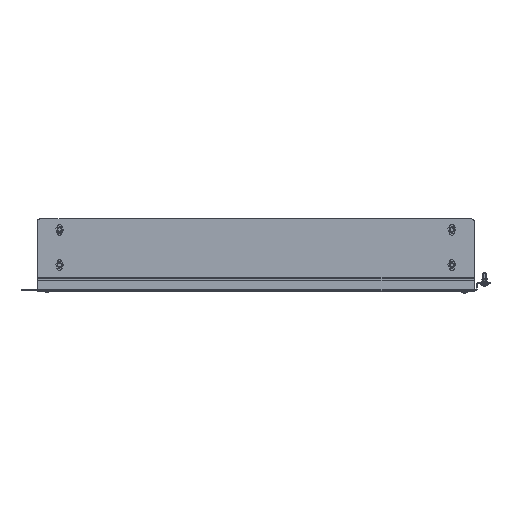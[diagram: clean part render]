
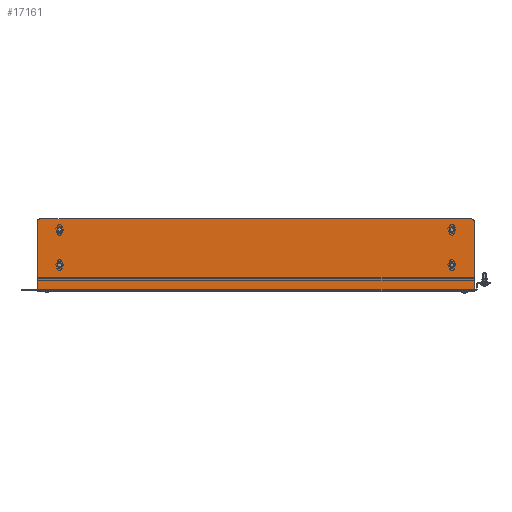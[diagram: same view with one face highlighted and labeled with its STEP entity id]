
A CAD part, front view. The second image highlights one B-rep face of the part: STEP entity #17161.
In plain terms, the highlighted planar face has unit normal (0, -1, 0).
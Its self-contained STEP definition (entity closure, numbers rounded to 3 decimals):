
#22 = CIRCLE ( 'NONE', #3536, 4.5 ) ;
#114 = FACE_BOUND ( 'NONE', #27335, .T. ) ;
#522 = LINE ( 'NONE', #20026, #9720 ) ;
#527 = LINE ( 'NONE', #3281, #9980 ) ;
#1477 = ORIENTED_EDGE ( 'NONE', *, *, #35804, .T. ) ;
#1606 = CIRCLE ( 'NONE', #9259, 4.5 ) ;
#1710 = EDGE_LOOP ( 'NONE', ( #29766, #28825, #11633, #28267, #27464, #6458 ) ) ;
#1876 = AXIS2_PLACEMENT_3D ( 'NONE', #19613, #33751, #2510 ) ;
#2272 = AXIS2_PLACEMENT_3D ( 'NONE', #16536, #24603, #21889 ) ;
#2510 = DIRECTION ( 'NONE',  ( 0., 0., 1. ) ) ;
#2852 = CARTESIAN_POINT ( 'NONE',  ( 396., 0., 129. ) ) ;
#3087 = CARTESIAN_POINT ( 'NONE',  ( 401., 0., 4. ) ) ;
#3281 = CARTESIAN_POINT ( 'NONE',  ( -401., 0., 0. ) ) ;
#3317 = DIRECTION ( 'NONE',  ( 0., 1., 0. ) ) ;
#3536 = AXIS2_PLACEMENT_3D ( 'NONE', #29053, #3317, #6449 ) ;
#3729 = CIRCLE ( 'NONE', #27783, 4.5 ) ;
#4044 = CIRCLE ( 'NONE', #25749, 4.5 ) ;
#4170 = ORIENTED_EDGE ( 'NONE', *, *, #19964, .T. ) ;
#4228 = VERTEX_POINT ( 'NONE', #33461 ) ;
#4485 = EDGE_CURVE ( 'NONE', #23198, #33158, #6778, .T. ) ;
#4705 = VERTEX_POINT ( 'NONE', #34319 ) ;
#4825 = CIRCLE ( 'NONE', #31800, 4.5 ) ;
#4992 = VERTEX_POINT ( 'NONE', #32647 ) ;
#5246 = CIRCLE ( 'NONE', #6399, 4.5 ) ;
#5879 = DIRECTION ( 'NONE',  ( -1., 0., 0. ) ) ;
#6399 = AXIS2_PLACEMENT_3D ( 'NONE', #13883, #36315, #11145 ) ;
#6449 = DIRECTION ( 'NONE',  ( 0., 0., 1. ) ) ;
#6458 = ORIENTED_EDGE ( 'NONE', *, *, #35684, .T. ) ;
#6682 = CARTESIAN_POINT ( 'NONE',  ( 401., 0., 134. ) ) ;
#6778 = LINE ( 'NONE', #9728, #8656 ) ;
#6803 = CARTESIAN_POINT ( 'NONE',  ( 360., 0., 49. ) ) ;
#7542 = EDGE_CURVE ( 'NONE', #4228, #14628, #22, .T. ) ;
#8227 = FACE_BOUND ( 'NONE', #19360, .T. ) ;
#8582 = ORIENTED_EDGE ( 'NONE', *, *, #7542, .T. ) ;
#8656 = VECTOR ( 'NONE', #29745, 1000. ) ;
#8766 = CARTESIAN_POINT ( 'NONE',  ( 360., 0., 49. ) ) ;
#9259 = AXIS2_PLACEMENT_3D ( 'NONE', #29375, #23484, #26431 ) ;
#9378 = EDGE_CURVE ( 'NONE', #23516, #19412, #15670, .T. ) ;
#9720 = VECTOR ( 'NONE', #5879, 1000. ) ;
#9728 = CARTESIAN_POINT ( 'NONE',  ( 401., 0., 0. ) ) ;
#9878 = EDGE_CURVE ( 'NONE', #22178, #10326, #527, .T. ) ;
#9980 = VECTOR ( 'NONE', #30691, 1000. ) ;
#10015 = DIRECTION ( 'NONE',  ( 0., 0., 1. ) ) ;
#10326 = VERTEX_POINT ( 'NONE', #24939 ) ;
#10467 = CIRCLE ( 'NONE', #2272, 4.5 ) ;
#10586 = EDGE_CURVE ( 'NONE', #14628, #4228, #4825, .T. ) ;
#10778 = ORIENTED_EDGE ( 'NONE', *, *, #10586, .T. ) ;
#11145 = DIRECTION ( 'NONE',  ( 0., 0., 1. ) ) ;
#11354 = DIRECTION ( 'NONE',  ( 0., 1., 0. ) ) ;
#11633 = ORIENTED_EDGE ( 'NONE', *, *, #9878, .T. ) ;
#12433 = CARTESIAN_POINT ( 'NONE',  ( -360., 0., 44.5 ) ) ;
#12646 = ORIENTED_EDGE ( 'NONE', *, *, #15923, .T. ) ;
#12680 = DIRECTION ( 'NONE',  ( 0., 0., 1. ) ) ;
#12799 = VERTEX_POINT ( 'NONE', #14678 ) ;
#12920 = EDGE_LOOP ( 'NONE', ( #32843, #19647 ) ) ;
#13883 = CARTESIAN_POINT ( 'NONE',  ( 360., 0., 114. ) ) ;
#14128 = VERTEX_POINT ( 'NONE', #34570 ) ;
#14628 = VERTEX_POINT ( 'NONE', #12433 ) ;
#14678 = CARTESIAN_POINT ( 'NONE',  ( -360., 0., 118.5 ) ) ;
#15670 = LINE ( 'NONE', #6682, #27042 ) ;
#15923 = EDGE_CURVE ( 'NONE', #4705, #21338, #1606, .T. ) ;
#16404 = CARTESIAN_POINT ( 'NONE',  ( -360., 0., 49. ) ) ;
#16536 = CARTESIAN_POINT ( 'NONE',  ( -360., 0., 114. ) ) ;
#17161 = ADVANCED_FACE ( 'NONE', ( #22372, #30983, #114, #8227, #33582 ), #35978, .F. ) ;
#17496 = EDGE_CURVE ( 'NONE', #29208, #12799, #3729, .T. ) ;
#18267 = AXIS2_PLACEMENT_3D ( 'NONE', #29672, #27268, #10015 ) ;
#18370 = EDGE_CURVE ( 'NONE', #14128, #4992, #28436, .T. ) ;
#18994 = DIRECTION ( 'NONE',  ( 0., 1., 0. ) ) ;
#19359 = DIRECTION ( 'NONE',  ( 0., 0., 1. ) ) ;
#19360 = EDGE_LOOP ( 'NONE', ( #8582, #10778 ) ) ;
#19412 = VERTEX_POINT ( 'NONE', #23571 ) ;
#19592 = DIRECTION ( 'NONE',  ( 0., -1., 0. ) ) ;
#19613 = CARTESIAN_POINT ( 'NONE',  ( 401., 0., 0. ) ) ;
#19647 = ORIENTED_EDGE ( 'NONE', *, *, #18370, .T. ) ;
#19964 = EDGE_CURVE ( 'NONE', #12799, #29208, #10467, .T. ) ;
#20026 = CARTESIAN_POINT ( 'NONE',  ( 401., 0., 4. ) ) ;
#20034 = EDGE_CURVE ( 'NONE', #33158, #10326, #522, .T. ) ;
#20868 = DIRECTION ( 'NONE',  ( 0., 0., 1. ) ) ;
#21055 = CARTESIAN_POINT ( 'NONE',  ( -360., 0., 114. ) ) ;
#21143 = DIRECTION ( 'NONE',  ( 0., 1., 0. ) ) ;
#21215 = CIRCLE ( 'NONE', #18267, 5. ) ;
#21338 = VERTEX_POINT ( 'NONE', #26812 ) ;
#21545 = CARTESIAN_POINT ( 'NONE',  ( -401., 0., 129. ) ) ;
#21889 = DIRECTION ( 'NONE',  ( 0., 0., 1. ) ) ;
#22178 = VERTEX_POINT ( 'NONE', #21545 ) ;
#22372 = FACE_BOUND ( 'NONE', #12920, .T. ) ;
#23198 = VERTEX_POINT ( 'NONE', #24685 ) ;
#23484 = DIRECTION ( 'NONE',  ( 0., 1., 0. ) ) ;
#23516 = VERTEX_POINT ( 'NONE', #27766 ) ;
#23571 = CARTESIAN_POINT ( 'NONE',  ( -396., 0., 134. ) ) ;
#24603 = DIRECTION ( 'NONE',  ( 0., 1., 0. ) ) ;
#24685 = CARTESIAN_POINT ( 'NONE',  ( 401., 0., 129. ) ) ;
#24939 = CARTESIAN_POINT ( 'NONE',  ( -401., 0., 4. ) ) ;
#25102 = CARTESIAN_POINT ( 'NONE',  ( -360., 0., 109.5 ) ) ;
#25749 = AXIS2_PLACEMENT_3D ( 'NONE', #8766, #11354, #28418 ) ;
#25994 = EDGE_CURVE ( 'NONE', #4992, #14128, #4044, .T. ) ;
#26431 = DIRECTION ( 'NONE',  ( 0., 0., 1. ) ) ;
#26812 = CARTESIAN_POINT ( 'NONE',  ( 360., 0., 109.5 ) ) ;
#27042 = VECTOR ( 'NONE', #34985, 1000. ) ;
#27268 = DIRECTION ( 'NONE',  ( 0., -1., 0. ) ) ;
#27335 = EDGE_LOOP ( 'NONE', ( #4170, #30466 ) ) ;
#27464 = ORIENTED_EDGE ( 'NONE', *, *, #4485, .F. ) ;
#27745 = EDGE_LOOP ( 'NONE', ( #12646, #1477 ) ) ;
#27766 = CARTESIAN_POINT ( 'NONE',  ( 396., 0., 134. ) ) ;
#27783 = AXIS2_PLACEMENT_3D ( 'NONE', #21055, #35010, #20868 ) ;
#28267 = ORIENTED_EDGE ( 'NONE', *, *, #20034, .F. ) ;
#28418 = DIRECTION ( 'NONE',  ( 0., 0., 1. ) ) ;
#28436 = CIRCLE ( 'NONE', #34290, 4.5 ) ;
#28825 = ORIENTED_EDGE ( 'NONE', *, *, #29465, .T. ) ;
#29053 = CARTESIAN_POINT ( 'NONE',  ( -360., 0., 49. ) ) ;
#29208 = VERTEX_POINT ( 'NONE', #25102 ) ;
#29375 = CARTESIAN_POINT ( 'NONE',  ( 360., 0., 114. ) ) ;
#29465 = EDGE_CURVE ( 'NONE', #19412, #22178, #21215, .T. ) ;
#29672 = CARTESIAN_POINT ( 'NONE',  ( -396., 0., 129. ) ) ;
#29745 = DIRECTION ( 'NONE',  ( 0., 0., -1. ) ) ;
#29766 = ORIENTED_EDGE ( 'NONE', *, *, #9378, .T. ) ;
#30466 = ORIENTED_EDGE ( 'NONE', *, *, #17496, .T. ) ;
#30691 = DIRECTION ( 'NONE',  ( 0., 0., -1. ) ) ;
#30785 = DIRECTION ( 'NONE',  ( 0., 0., 1. ) ) ;
#30983 = FACE_BOUND ( 'NONE', #27745, .T. ) ;
#31800 = AXIS2_PLACEMENT_3D ( 'NONE', #16404, #18994, #19359 ) ;
#32647 = CARTESIAN_POINT ( 'NONE',  ( 360., 0., 53.5 ) ) ;
#32843 = ORIENTED_EDGE ( 'NONE', *, *, #25994, .T. ) ;
#33158 = VERTEX_POINT ( 'NONE', #3087 ) ;
#33461 = CARTESIAN_POINT ( 'NONE',  ( -360., 0., 53.5 ) ) ;
#33582 = FACE_OUTER_BOUND ( 'NONE', #1710, .T. ) ;
#33751 = DIRECTION ( 'NONE',  ( 0., 1., 0. ) ) ;
#33982 = AXIS2_PLACEMENT_3D ( 'NONE', #2852, #19592, #30785 ) ;
#34290 = AXIS2_PLACEMENT_3D ( 'NONE', #6803, #21143, #12680 ) ;
#34319 = CARTESIAN_POINT ( 'NONE',  ( 360., 0., 118.5 ) ) ;
#34570 = CARTESIAN_POINT ( 'NONE',  ( 360., 0., 44.5 ) ) ;
#34589 = CIRCLE ( 'NONE', #33982, 5. ) ;
#34985 = DIRECTION ( 'NONE',  ( -1., 0., 0. ) ) ;
#35010 = DIRECTION ( 'NONE',  ( 0., 1., 0. ) ) ;
#35684 = EDGE_CURVE ( 'NONE', #23198, #23516, #34589, .T. ) ;
#35804 = EDGE_CURVE ( 'NONE', #21338, #4705, #5246, .T. ) ;
#35978 = PLANE ( 'NONE',  #1876 ) ;
#36315 = DIRECTION ( 'NONE',  ( 0., 1., 0. ) ) ;
